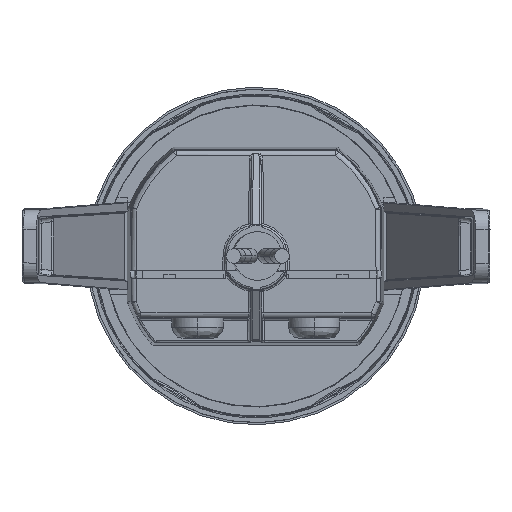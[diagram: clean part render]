
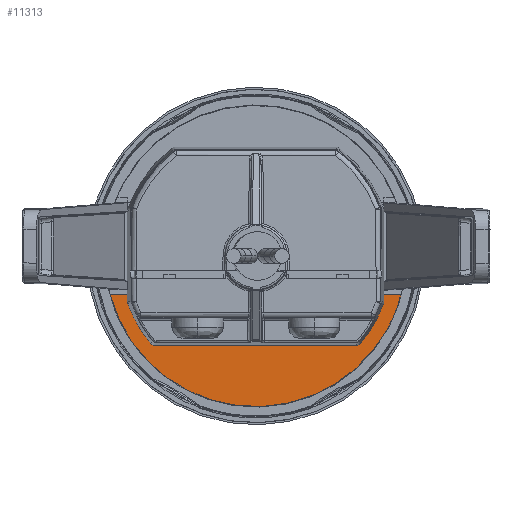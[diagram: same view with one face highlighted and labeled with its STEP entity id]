
A CAD part, front view. The second image highlights one B-rep face of the part: STEP entity #11313.
In plain terms, the highlighted planar face has unit normal (0.001, -1, 0).
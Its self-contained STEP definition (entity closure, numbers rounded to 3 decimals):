
#10787=AXIS2_PLACEMENT_3D('Plane Axis2P3D',#10784,#10785,#10786) ;
#11225=AXIS2_PLACEMENT_3D('Circle Axis2P3D',#11223,#11224,$) ;
#11244=AXIS2_PLACEMENT_3D('Circle Axis2P3D',#11242,#11243,$) ;
#11251=AXIS2_PLACEMENT_3D('Circle Axis2P3D',#11249,#11250,$) ;
#11282=AXIS2_PLACEMENT_3D('Circle Axis2P3D',#11280,#11281,$) ;
#10784=CARTESIAN_POINT('Axis2P3D Location',(11.2,-7.5,0.)) ;
#11165=CARTESIAN_POINT('Vertex',(-13.2,-7.5,-4.749)) ;
#11171=CARTESIAN_POINT('Control Point',(-13.168,-7.5,-4.924)) ;
#11172=CARTESIAN_POINT('Control Point',(-13.189,-7.5,-4.868)) ;
#11173=CARTESIAN_POINT('Control Point',(-13.2,-7.5,-4.809)) ;
#11174=CARTESIAN_POINT('Control Point',(-13.2,-7.5,-4.749)) ;
#11175=CARTESIAN_POINT('Vertex',(-13.168,-7.5,-4.924)) ;
#11201=CARTESIAN_POINT('Line Origine',(0.,-7.5,-9.2)) ;
#11205=CARTESIAN_POINT('Vertex',(-10.4,-7.5,-9.2)) ;
#11207=CARTESIAN_POINT('Vertex',(10.4,-7.5,-9.2)) ;
#11211=CARTESIAN_POINT('Control Point',(-10.4,-7.5,-9.2)) ;
#11212=CARTESIAN_POINT('Control Point',(-10.452,-7.5,-9.2)) ;
#11213=CARTESIAN_POINT('Control Point',(-10.505,-7.5,-9.193)) ;
#11214=CARTESIAN_POINT('Control Point',(-10.556,-7.5,-9.179)) ;
#11215=CARTESIAN_POINT('Control Point',(-10.637,-7.5,-9.145)) ;
#11216=CARTESIAN_POINT('Control Point',(-10.709,-7.5,-9.095)) ;
#11217=CARTESIAN_POINT('Control Point',(-10.736,-7.5,-9.072)) ;
#11218=CARTESIAN_POINT('Control Point',(-10.761,-7.5,-9.048)) ;
#11219=CARTESIAN_POINT('Control Point',(-10.783,-7.5,-9.021)) ;
#11220=CARTESIAN_POINT('Vertex',(-10.783,-7.5,-9.021)) ;
#11223=CARTESIAN_POINT('Axis2P3D Location',(0.,-7.5,0.)) ;
#11228=CARTESIAN_POINT('Line Origine',(-13.2,-7.5,-4.375)) ;
#11232=CARTESIAN_POINT('Vertex',(-13.2,-7.5,-4.)) ;
#11235=CARTESIAN_POINT('Line Origine',(-14.087,-7.5,-4.)) ;
#11239=CARTESIAN_POINT('Vertex',(-14.975,-7.5,-4.)) ;
#11242=CARTESIAN_POINT('Axis2P3D Location',(0.,-7.5,0.)) ;
#11246=CARTESIAN_POINT('Vertex',(13.603,-7.5,-7.431)) ;
#11249=CARTESIAN_POINT('Axis2P3D Location',(0.,-7.5,0.)) ;
#11253=CARTESIAN_POINT('Vertex',(14.975,-7.5,-4.)) ;
#11256=CARTESIAN_POINT('Line Origine',(14.087,-7.5,-4.)) ;
#11260=CARTESIAN_POINT('Vertex',(13.2,-7.5,-4.)) ;
#11263=CARTESIAN_POINT('Line Origine',(13.2,-7.5,-4.375)) ;
#11267=CARTESIAN_POINT('Vertex',(13.2,-7.5,-4.749)) ;
#11271=CARTESIAN_POINT('Control Point',(13.2,-7.5,-4.749)) ;
#11272=CARTESIAN_POINT('Control Point',(13.2,-7.5,-4.785)) ;
#11273=CARTESIAN_POINT('Control Point',(13.197,-7.5,-4.821)) ;
#11274=CARTESIAN_POINT('Control Point',(13.19,-7.5,-4.856)) ;
#11275=CARTESIAN_POINT('Control Point',(13.181,-7.5,-4.891)) ;
#11276=CARTESIAN_POINT('Control Point',(13.168,-7.5,-4.924)) ;
#11277=CARTESIAN_POINT('Vertex',(13.168,-7.5,-4.924)) ;
#11280=CARTESIAN_POINT('Axis2P3D Location',(0.,-7.5,0.)) ;
#11284=CARTESIAN_POINT('Vertex',(10.783,-7.5,-9.021)) ;
#11288=CARTESIAN_POINT('Control Point',(10.783,-7.5,-9.021)) ;
#11289=CARTESIAN_POINT('Control Point',(10.75,-7.5,-9.061)) ;
#11290=CARTESIAN_POINT('Control Point',(10.711,-7.5,-9.097)) ;
#11291=CARTESIAN_POINT('Control Point',(10.667,-7.5,-9.127)) ;
#11292=CARTESIAN_POINT('Control Point',(10.589,-7.5,-9.168)) ;
#11293=CARTESIAN_POINT('Control Point',(10.504,-7.5,-9.191)) ;
#11294=CARTESIAN_POINT('Control Point',(10.47,-7.5,-9.197)) ;
#11295=CARTESIAN_POINT('Control Point',(10.435,-7.5,-9.2)) ;
#11296=CARTESIAN_POINT('Control Point',(10.4,-7.5,-9.2)) ;
#10785=DIRECTION('Axis2P3D Direction',(-0.,1.,0.)) ;
#10786=DIRECTION('Axis2P3D XDirection',(1.,0.,0.)) ;
#11202=DIRECTION('Vector Direction',(-1.,0.,0.)) ;
#11224=DIRECTION('Axis2P3D Direction',(-0.,1.,0.)) ;
#11229=DIRECTION('Vector Direction',(0.,0.,1.)) ;
#11236=DIRECTION('Vector Direction',(1.,0.,0.)) ;
#11243=DIRECTION('Axis2P3D Direction',(-0.,1.,0.)) ;
#11250=DIRECTION('Axis2P3D Direction',(-0.,1.,0.)) ;
#11257=DIRECTION('Vector Direction',(1.,0.,0.)) ;
#11264=DIRECTION('Vector Direction',(0.,0.,-1.)) ;
#11281=DIRECTION('Axis2P3D Direction',(-0.,1.,0.)) ;
#11203=VECTOR('Line Direction',#11202,1.) ;
#11230=VECTOR('Line Direction',#11229,1.) ;
#11237=VECTOR('Line Direction',#11236,1.) ;
#11258=VECTOR('Line Direction',#11257,1.) ;
#11265=VECTOR('Line Direction',#11264,1.) ;
#11299=ORIENTED_EDGE('',*,*,#11209,.F.) ;
#11300=ORIENTED_EDGE('',*,*,#11222,.F.) ;
#11301=ORIENTED_EDGE('',*,*,#11227,.F.) ;
#11302=ORIENTED_EDGE('',*,*,#11177,.F.) ;
#11303=ORIENTED_EDGE('',*,*,#11234,.F.) ;
#11304=ORIENTED_EDGE('',*,*,#11241,.T.) ;
#11305=ORIENTED_EDGE('',*,*,#11248,.T.) ;
#11306=ORIENTED_EDGE('',*,*,#11255,.T.) ;
#11307=ORIENTED_EDGE('',*,*,#11262,.F.) ;
#11308=ORIENTED_EDGE('',*,*,#11269,.F.) ;
#11309=ORIENTED_EDGE('',*,*,#11279,.F.) ;
#11310=ORIENTED_EDGE('',*,*,#11286,.F.) ;
#11311=ORIENTED_EDGE('',*,*,#11297,.F.) ;
#11313=ADVANCED_FACE('Hauptk\X2\00F6\X0\rper',(#11312),#10788,.F.) ;
#11170=B_SPLINE_CURVE_WITH_KNOTS('',3,(#11171,#11172,#11173,#11174),.UNSPECIFIED.,.F.,.U.,(4,4),(0.,0.531),.UNSPECIFIED.) ;
#11210=B_SPLINE_CURVE_WITH_KNOTS('',5,(#11211,#11212,#11213,#11214,#11215,#11216,#11217,#11218,#11219),.UNSPECIFIED.,.F.,.U.,(6,3,6),(0.,0.399,0.664),.UNSPECIFIED.) ;
#11270=B_SPLINE_CURVE_WITH_KNOTS('',5,(#11271,#11272,#11273,#11274,#11275,#11276),.UNSPECIFIED.,.F.,.U.,(6,6),(0.,0.531),.UNSPECIFIED.) ;
#11287=B_SPLINE_CURVE_WITH_KNOTS('',5,(#11288,#11289,#11290,#11291,#11292,#11293,#11294,#11295,#11296),.UNSPECIFIED.,.F.,.U.,(6,3,6),(0.,0.399,0.664),.UNSPECIFIED.) ;
#11226=CIRCLE('generated circle',#11225,14.059) ;
#11245=CIRCLE('generated circle',#11244,15.5) ;
#11252=CIRCLE('generated circle',#11251,15.5) ;
#11283=CIRCLE('generated circle',#11282,14.059) ;
#11177=EDGE_CURVE('',#11166,#11176,#11170,.F.) ;
#11209=EDGE_CURVE('',#11206,#11208,#11204,.F.) ;
#11222=EDGE_CURVE('',#11221,#11206,#11210,.F.) ;
#11227=EDGE_CURVE('',#11176,#11221,#11226,.F.) ;
#11234=EDGE_CURVE('',#11233,#11166,#11231,.F.) ;
#11241=EDGE_CURVE('',#11233,#11240,#11238,.F.) ;
#11248=EDGE_CURVE('',#11240,#11247,#11245,.F.) ;
#11255=EDGE_CURVE('',#11247,#11254,#11252,.F.) ;
#11262=EDGE_CURVE('',#11261,#11254,#11259,.T.) ;
#11269=EDGE_CURVE('',#11268,#11261,#11266,.F.) ;
#11279=EDGE_CURVE('',#11278,#11268,#11270,.F.) ;
#11286=EDGE_CURVE('',#11285,#11278,#11283,.F.) ;
#11297=EDGE_CURVE('',#11208,#11285,#11287,.F.) ;
#11298=EDGE_LOOP('',(#11299,#11300,#11301,#11302,#11303,#11304,#11305,#11306,#11307,#11308,#11309,#11310,#11311)) ;
#11312=FACE_OUTER_BOUND('',#11298,.T.) ;
#11204=LINE('Line',#11201,#11203) ;
#11231=LINE('Line',#11228,#11230) ;
#11238=LINE('Line',#11235,#11237) ;
#11259=LINE('Line',#11256,#11258) ;
#11266=LINE('Line',#11263,#11265) ;
#10788=PLANE('Plane',#10787) ;
#11166=VERTEX_POINT('',#11165) ;
#11176=VERTEX_POINT('',#11175) ;
#11206=VERTEX_POINT('',#11205) ;
#11208=VERTEX_POINT('',#11207) ;
#11221=VERTEX_POINT('',#11220) ;
#11233=VERTEX_POINT('',#11232) ;
#11240=VERTEX_POINT('',#11239) ;
#11247=VERTEX_POINT('',#11246) ;
#11254=VERTEX_POINT('',#11253) ;
#11261=VERTEX_POINT('',#11260) ;
#11268=VERTEX_POINT('',#11267) ;
#11278=VERTEX_POINT('',#11277) ;
#11285=VERTEX_POINT('',#11284) ;
